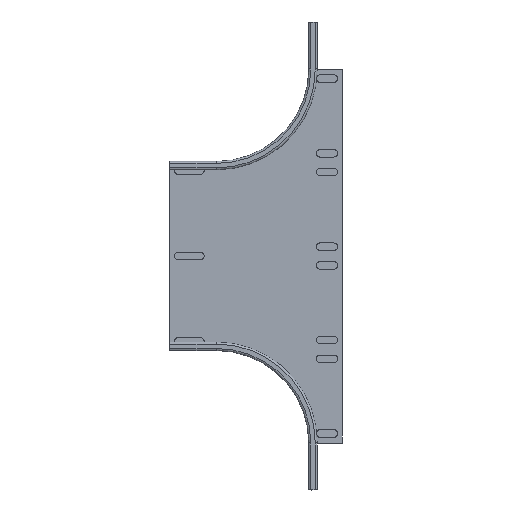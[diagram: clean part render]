
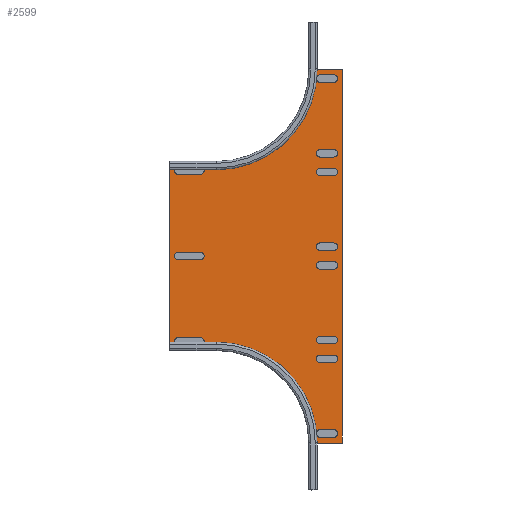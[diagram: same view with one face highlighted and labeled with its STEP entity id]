
A CAD part, top view. The second image highlights one B-rep face of the part: STEP entity #2599.
In plain terms, the highlighted planar face has unit normal (0, 0, 1).
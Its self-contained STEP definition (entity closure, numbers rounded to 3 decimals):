
#269=FACE_OUTER_BOUND('',#419,.T.);
#419=EDGE_LOOP('',(#2323,#2324,#2325,#2326,#2327,#2328,#2329,#2330));
#528=CIRCLE('',#2831,101.6);
#600=CIRCLE('',#2965,101.6);
#718=LINE('',#4297,#928);
#724=LINE('',#4324,#934);
#728=LINE('',#4335,#938);
#803=LINE('',#4617,#1013);
#809=LINE('',#4637,#1019);
#810=LINE('',#4639,#1020);
#928=VECTOR('',#3431,1.);
#934=VECTOR('',#3467,1.);
#938=VECTOR('',#3479,1.);
#1013=VECTOR('',#3796,1.);
#1019=VECTOR('',#3826,1.);
#1020=VECTOR('',#3829,1.);
#1181=VERTEX_POINT('',#4289);
#1183=VERTEX_POINT('',#4295);
#1188=VERTEX_POINT('',#4319);
#1189=VERTEX_POINT('',#4323);
#1192=VERTEX_POINT('',#4333);
#1275=VERTEX_POINT('',#4604);
#1276=VERTEX_POINT('',#4611);
#1278=VERTEX_POINT('',#4615);
#1503=EDGE_CURVE('',#1181,#1183,#718,.T.);
#1515=EDGE_CURVE('',#1188,#1181,#528,.T.);
#1516=EDGE_CURVE('',#1188,#1189,#724,.T.);
#1522=EDGE_CURVE('',#1192,#1183,#728,.T.);
#1663=EDGE_CURVE('',#1276,#1278,#803,.T.);
#1669=EDGE_CURVE('',#1276,#1275,#600,.T.);
#1673=EDGE_CURVE('',#1192,#1275,#809,.T.);
#1674=EDGE_CURVE('',#1278,#1189,#810,.T.);
#2323=ORIENTED_EDGE('',*,*,#1522,.F.);
#2324=ORIENTED_EDGE('',*,*,#1673,.T.);
#2325=ORIENTED_EDGE('',*,*,#1669,.F.);
#2326=ORIENTED_EDGE('',*,*,#1663,.T.);
#2327=ORIENTED_EDGE('',*,*,#1674,.T.);
#2328=ORIENTED_EDGE('',*,*,#1516,.F.);
#2329=ORIENTED_EDGE('',*,*,#1515,.T.);
#2330=ORIENTED_EDGE('',*,*,#1503,.T.);
#2449=PLANE('',#2970);
#2599=ADVANCED_FACE('',(#269),#2449,.F.);
#2831=AXIS2_PLACEMENT_3D('',#4321,#3463,#3464);
#2965=AXIS2_PLACEMENT_3D('',#4629,#3813,#3814);
#2970=AXIS2_PLACEMENT_3D('',#4638,#3827,#3828);
#3431=DIRECTION('',(1.,0.,0.));
#3463=DIRECTION('center_axis',(0.,0.,-1.));
#3464=DIRECTION('ref_axis',(0.,1.,0.));
#3467=DIRECTION('',(-1.,0.,0.));
#3479=DIRECTION('',(0.,-1.,0.));
#3796=DIRECTION('',(-1.,0.,0.));
#3813=DIRECTION('center_axis',(0.,0.,1.));
#3814=DIRECTION('ref_axis',(0.,-1.,0.));
#3826=DIRECTION('',(-1.,0.,0.));
#3827=DIRECTION('center_axis',(0.,0.,-1.));
#3828=DIRECTION('ref_axis',(1.,0.,0.));
#3829=DIRECTION('',(0.,-1.,0.));
#4289=CARTESIAN_POINT('',(171.553,-99.003,-2.));
#4295=CARTESIAN_POINT('',(204.953,-99.003,-2.));
#4297=CARTESIAN_POINT('',(137.453,-99.003,-2.));
#4319=CARTESIAN_POINT('',(69.953,2.597,-2.));
#4321=CARTESIAN_POINT('Origin',(69.953,-99.003,-2.));
#4323=CARTESIAN_POINT('',(19.953,2.597,-2.));
#4324=CARTESIAN_POINT('',(69.953,2.597,-2.));
#4333=CARTESIAN_POINT('',(204.953,301.397,-2.));
#4335=CARTESIAN_POINT('',(204.953,126.197,-2.));
#4604=CARTESIAN_POINT('',(171.553,301.397,-2.));
#4611=CARTESIAN_POINT('',(69.953,199.797,-2.));
#4615=CARTESIAN_POINT('',(19.953,199.797,-2.));
#4617=CARTESIAN_POINT('',(69.953,199.797,-2.));
#4629=CARTESIAN_POINT('Origin',(69.953,301.397,-2.));
#4637=CARTESIAN_POINT('',(137.453,301.397,-2.));
#4638=CARTESIAN_POINT('Origin',(69.953,101.997,-2.));
#4639=CARTESIAN_POINT('',(19.953,126.197,-2.));
